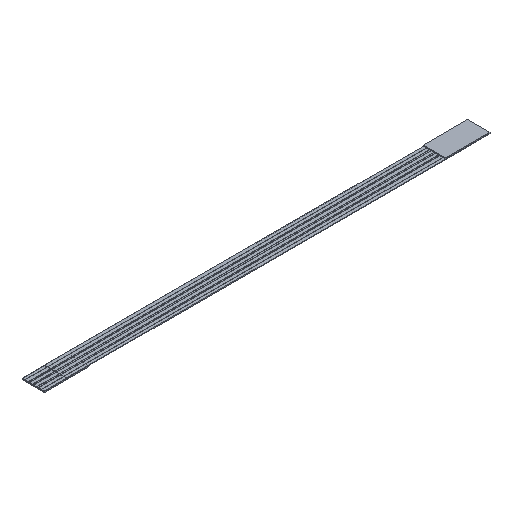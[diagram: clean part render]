
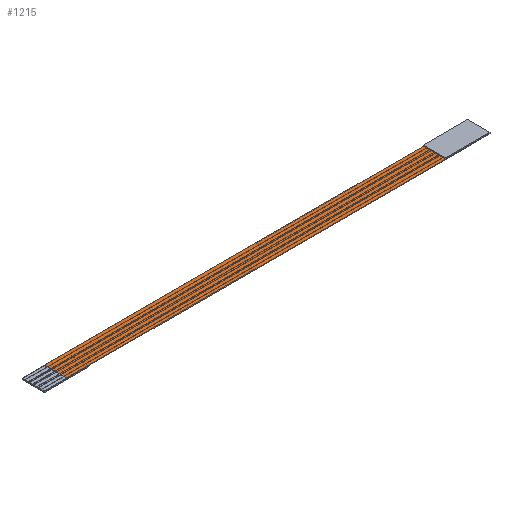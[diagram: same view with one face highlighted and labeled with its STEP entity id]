
A CAD part, isometric view. The second image highlights one B-rep face of the part: STEP entity #1215.
In plain terms, the highlighted planar face has unit normal (0, 0, 1).
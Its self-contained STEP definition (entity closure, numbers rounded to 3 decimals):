
#113=ORIENTED_EDGE('',*,*,#353,.F.);
#114=ORIENTED_EDGE('',*,*,#324,.F.);
#115=ORIENTED_EDGE('',*,*,#354,.T.);
#116=ORIENTED_EDGE('',*,*,#314,.T.);
#314=EDGE_CURVE('',#438,#437,#513,.T.);
#324=EDGE_CURVE('',#445,#409,#522,.T.);
#353=EDGE_CURVE('',#409,#437,#551,.T.);
#354=EDGE_CURVE('',#445,#438,#552,.T.);
#409=VERTEX_POINT('',#1519);
#437=VERTEX_POINT('',#1585);
#438=VERTEX_POINT('',#1587);
#445=VERTEX_POINT('',#1606);
#513=LINE('',#1586,#635);
#522=LINE('',#1607,#644);
#551=LINE('',#1668,#673);
#552=LINE('',#1669,#674);
#635=VECTOR('',#1337,1000.);
#644=VECTOR('',#1348,1000.);
#673=VECTOR('',#1397,1000.);
#674=VECTOR('',#1398,1000.);
#741=EDGE_LOOP('',(#113,#114,#115,#116));
#785=FACE_BOUND('',#741,.T.);
#829=PLANE('',#1266);
#1215=ADVANCED_FACE('',(#785),#829,.F.);
#1266=AXIS2_PLACEMENT_3D('',#1667,#1395,#1396);
#1337=DIRECTION('',(1.,0.,0.));
#1348=DIRECTION('',(1.,0.,0.));
#1395=DIRECTION('',(0.,0.,-1.));
#1396=DIRECTION('',(-1.,0.,0.));
#1397=DIRECTION('',(0.,-1.,0.));
#1398=DIRECTION('',(0.,-1.,0.));
#1519=CARTESIAN_POINT('',(40.,2.5,0.095));
#1585=CARTESIAN_POINT('',(40.,-2.5,0.095));
#1586=CARTESIAN_POINT('',(-45.,-2.5,0.095));
#1587=CARTESIAN_POINT('',(-45.,-2.5,0.095));
#1606=CARTESIAN_POINT('',(-45.,2.5,0.095));
#1607=CARTESIAN_POINT('',(-45.,2.5,0.095));
#1667=CARTESIAN_POINT('',(-45.,2.5,0.095));
#1668=CARTESIAN_POINT('',(40.,2.5,0.095));
#1669=CARTESIAN_POINT('',(-45.,2.5,0.095));
